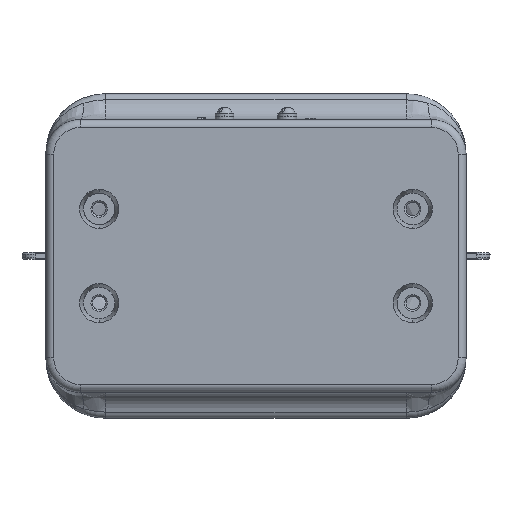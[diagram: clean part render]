
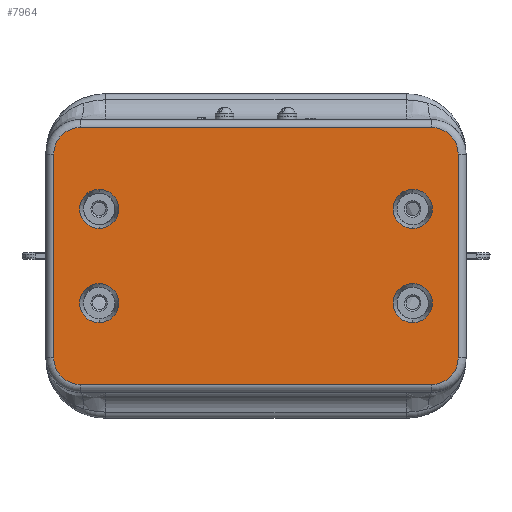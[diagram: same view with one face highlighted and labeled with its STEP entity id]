
A CAD part, front view. The second image highlights one B-rep face of the part: STEP entity #7964.
In plain terms, the highlighted planar face has unit normal (0, -1, 0).
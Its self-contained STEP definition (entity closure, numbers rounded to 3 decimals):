
#1409 = PLANE ( 'NONE',  #9416 ) ;
#1410 = CARTESIAN_POINT ( 'NONE',  ( 112., -93., 65. ) ) ;
#1414 = DIRECTION ( 'NONE',  ( 0., 1., 0. ) ) ;
#1415 = DIRECTION ( 'NONE',  ( 0., 0., 1. ) ) ;
#4007 = VERTEX_POINT ( 'NONE', #9912 ) ;
#4045 = FACE_BOUND ( 'NONE', #15843, .T. ) ;
#4047 = FACE_BOUND ( 'NONE', #15842, .T. ) ;
#4051 = FACE_BOUND ( 'NONE', #15841, .T. ) ;
#4066 = FACE_BOUND ( 'NONE', #15857, .T. ) ;
#4072 = FACE_OUTER_BOUND ( 'NONE', #15844, .T. ) ;
#5626 = VERTEX_POINT ( 'NONE', #9915 ) ;
#5627 = VERTEX_POINT ( 'NONE', #9916 ) ;
#5628 = VERTEX_POINT ( 'NONE', #9917 ) ;
#5629 = VERTEX_POINT ( 'NONE', #9918 ) ;
#5632 = VERTEX_POINT ( 'NONE', #9921 ) ;
#6438 = CARTESIAN_POINT ( 'NONE',  ( -129., -93., 65. ) ) ;
#6439 = CARTESIAN_POINT ( 'NONE',  ( -112., -93., 82. ) ) ;
#6832 = CIRCLE ( 'NONE', #9099, 17. ) ;
#6846 = VECTOR ( 'NONE', #10739, 1000. ) ;
#6848 = LINE ( 'NONE', #10732, #6846 ) ;
#6873 = VERTEX_POINT ( 'NONE', #9947 ) ;
#6874 = VERTEX_POINT ( 'NONE', #9948 ) ;
#6897 = VERTEX_POINT ( 'NONE', #9971 ) ;
#6898 = VERTEX_POINT ( 'NONE', #9972 ) ;
#6902 = VERTEX_POINT ( 'NONE', #9976 ) ;
#6903 = VERTEX_POINT ( 'NONE', #9977 ) ;
#6916 = VERTEX_POINT ( 'NONE', #9990 ) ;
#6917 = VERTEX_POINT ( 'NONE', #9991 ) ;
#6960 = EDGE_CURVE ( 'NONE', #4007, #16547, #16821, .T. ) ;
#6970 = EDGE_CURVE ( 'NONE', #6916, #6917, #17189, .T. ) ;
#6974 = EDGE_CURVE ( 'NONE', #6873, #6874, #17221, .T. ) ;
#6983 = EDGE_CURVE ( 'NONE', #16547, #16546, #8579, .T. ) ;
#6994 = EDGE_CURVE ( 'NONE', #16546, #5632, #8571, .T. ) ;
#7012 = EDGE_CURVE ( 'NONE', #6903, #6902, #8545, .T. ) ;
#7018 = EDGE_CURVE ( 'NONE', #6898, #6897, #8536, .T. ) ;
#7179 = EDGE_CURVE ( 'NONE', #5627, #4007, #8611, .T. ) ;
#7190 = EDGE_CURVE ( 'NONE', #5626, #5627, #8598, .T. ) ;
#7193 = EDGE_CURVE ( 'NONE', #5629, #5626, #8592, .T. ) ;
#7199 = EDGE_CURVE ( 'NONE', #5628, #5629, #6848, .T. ) ;
#7213 = EDGE_CURVE ( 'NONE', #5632, #5628, #6832, .T. ) ;
#7656 = EDGE_CURVE ( 'NONE', #6917, #6916, #8273, .T. ) ;
#7667 = EDGE_CURVE ( 'NONE', #6897, #6898, #8254, .T. ) ;
#7673 = EDGE_CURVE ( 'NONE', #6902, #6903, #8248, .T. ) ;
#7732 = EDGE_CURVE ( 'NONE', #6874, #6873, #16787, .T. ) ;
#7964 = ADVANCED_FACE ( 'NONE', ( #4066, #4051, #4047, #4045, #4072 ), #1409, .F. ) ;
#8248 = CIRCLE ( 'NONE', #9244, 12.5 ) ;
#8254 = CIRCLE ( 'NONE', #9237, 12.5 ) ;
#8273 = CIRCLE ( 'NONE', #9234, 12.5 ) ;
#8536 = CIRCLE ( 'NONE', #8999, 12.5 ) ;
#8545 = CIRCLE ( 'NONE', #8996, 12.5 ) ;
#8571 = LINE ( 'NONE', #10169, #8572 ) ;
#8572 = VECTOR ( 'NONE', #10170, 1000. ) ;
#8579 = CIRCLE ( 'NONE', #8970, 17. ) ;
#8592 = CIRCLE ( 'NONE', #9085, 17. ) ;
#8597 = VECTOR ( 'NONE', #10716, 1000. ) ;
#8598 = LINE ( 'NONE', #10715, #8597 ) ;
#8611 = CIRCLE ( 'NONE', #9078, 17. ) ;
#8967 = AXIS2_PLACEMENT_3D ( 'NONE', #10074, #10075, #10076 ) ;
#8968 = AXIS2_PLACEMENT_3D ( 'NONE', #10064, #10065, #10066 ) ;
#8970 = AXIS2_PLACEMENT_3D ( 'NONE', #10090, #10104, #10105 ) ;
#8996 = AXIS2_PLACEMENT_3D ( 'NONE', #10212, #10219, #10220 ) ;
#8999 = AXIS2_PLACEMENT_3D ( 'NONE', #10234, #10235, #10236 ) ;
#9078 = AXIS2_PLACEMENT_3D ( 'NONE', #10671, #10682, #10683 ) ;
#9085 = AXIS2_PLACEMENT_3D ( 'NONE', #10701, #10722, #10723 ) ;
#9099 = AXIS2_PLACEMENT_3D ( 'NONE', #10811, #10814, #10815 ) ;
#9234 = AXIS2_PLACEMENT_3D ( 'NONE', #12610, #12611, #12612 ) ;
#9237 = AXIS2_PLACEMENT_3D ( 'NONE', #12628, #12637, #12638 ) ;
#9244 = AXIS2_PLACEMENT_3D ( 'NONE', #12689, #12690, #12691 ) ;
#9262 = AXIS2_PLACEMENT_3D ( 'NONE', #12904, #12912, #12913 ) ;
#9416 = AXIS2_PLACEMENT_3D ( 'NONE', #1410, #1414, #1415 ) ;
#9912 = CARTESIAN_POINT ( 'NONE',  ( 112., -93., 82. ) ) ;
#9915 = CARTESIAN_POINT ( 'NONE',  ( 129., -93., -65. ) ) ;
#9916 = CARTESIAN_POINT ( 'NONE',  ( 129., -93., 65. ) ) ;
#9917 = CARTESIAN_POINT ( 'NONE',  ( -112., -93., -82. ) ) ;
#9918 = CARTESIAN_POINT ( 'NONE',  ( 112., -93., -82. ) ) ;
#9921 = CARTESIAN_POINT ( 'NONE',  ( -129., -93., -65. ) ) ;
#9947 = CARTESIAN_POINT ( 'NONE',  ( -100., -93., -42.5 ) ) ;
#9948 = CARTESIAN_POINT ( 'NONE',  ( -100., -93., -17.5 ) ) ;
#9971 = CARTESIAN_POINT ( 'NONE',  ( 100., -93., 42.5 ) ) ;
#9972 = CARTESIAN_POINT ( 'NONE',  ( 100., -93., 17.5 ) ) ;
#9976 = CARTESIAN_POINT ( 'NONE',  ( -100., -93., 42.5 ) ) ;
#9977 = CARTESIAN_POINT ( 'NONE',  ( -100., -93., 17.5 ) ) ;
#9990 = CARTESIAN_POINT ( 'NONE',  ( 100., -93., -42.5 ) ) ;
#9991 = CARTESIAN_POINT ( 'NONE',  ( 100., -93., -17.5 ) ) ;
#10039 = CARTESIAN_POINT ( 'NONE',  ( 112., -93., 82. ) ) ;
#10043 = DIRECTION ( 'NONE',  ( -1., 0., 0. ) ) ;
#10064 = CARTESIAN_POINT ( 'NONE',  ( 100., -93., -30. ) ) ;
#10065 = DIRECTION ( 'NONE',  ( 0., -1., 0. ) ) ;
#10066 = DIRECTION ( 'NONE',  ( 0., 0., -1. ) ) ;
#10074 = CARTESIAN_POINT ( 'NONE',  ( -100., -93., -30. ) ) ;
#10075 = DIRECTION ( 'NONE',  ( 0., -1., 0. ) ) ;
#10076 = DIRECTION ( 'NONE',  ( 0., 0., -1. ) ) ;
#10090 = CARTESIAN_POINT ( 'NONE',  ( -112., -93., 65. ) ) ;
#10104 = DIRECTION ( 'NONE',  ( 0., -1., 0. ) ) ;
#10105 = DIRECTION ( 'NONE',  ( 0., 0., 1. ) ) ;
#10169 = CARTESIAN_POINT ( 'NONE',  ( -129., -93., 65. ) ) ;
#10170 = DIRECTION ( 'NONE',  ( 0., 0., -1. ) ) ;
#10212 = CARTESIAN_POINT ( 'NONE',  ( -100., -93., 30. ) ) ;
#10219 = DIRECTION ( 'NONE',  ( 0., -1., 0. ) ) ;
#10220 = DIRECTION ( 'NONE',  ( 0., 0., -1. ) ) ;
#10234 = CARTESIAN_POINT ( 'NONE',  ( 100., -93., 30. ) ) ;
#10235 = DIRECTION ( 'NONE',  ( 0., -1., 0. ) ) ;
#10236 = DIRECTION ( 'NONE',  ( 0., 0., -1. ) ) ;
#10671 = CARTESIAN_POINT ( 'NONE',  ( 112., -93., 65. ) ) ;
#10682 = DIRECTION ( 'NONE',  ( 0., -1., 0. ) ) ;
#10683 = DIRECTION ( 'NONE',  ( 0., 0., 1. ) ) ;
#10701 = CARTESIAN_POINT ( 'NONE',  ( 112., -93., -65. ) ) ;
#10715 = CARTESIAN_POINT ( 'NONE',  ( 129., -93., 65. ) ) ;
#10716 = DIRECTION ( 'NONE',  ( 0., 0., 1. ) ) ;
#10722 = DIRECTION ( 'NONE',  ( 0., -1., 0. ) ) ;
#10723 = DIRECTION ( 'NONE',  ( 0., 0., 1. ) ) ;
#10732 = CARTESIAN_POINT ( 'NONE',  ( 112., -93., -82. ) ) ;
#10739 = DIRECTION ( 'NONE',  ( 1., 0., 0. ) ) ;
#10811 = CARTESIAN_POINT ( 'NONE',  ( -112., -93., -65. ) ) ;
#10814 = DIRECTION ( 'NONE',  ( 0., -1., 0. ) ) ;
#10815 = DIRECTION ( 'NONE',  ( 0., 0., 1. ) ) ;
#12610 = CARTESIAN_POINT ( 'NONE',  ( 100., -93., -30. ) ) ;
#12611 = DIRECTION ( 'NONE',  ( 0., -1., 0. ) ) ;
#12612 = DIRECTION ( 'NONE',  ( 0., 0., -1. ) ) ;
#12628 = CARTESIAN_POINT ( 'NONE',  ( 100., -93., 30. ) ) ;
#12637 = DIRECTION ( 'NONE',  ( 0., -1., 0. ) ) ;
#12638 = DIRECTION ( 'NONE',  ( 0., 0., -1. ) ) ;
#12689 = CARTESIAN_POINT ( 'NONE',  ( -100., -93., 30. ) ) ;
#12690 = DIRECTION ( 'NONE',  ( 0., -1., 0. ) ) ;
#12691 = DIRECTION ( 'NONE',  ( 0., 0., -1. ) ) ;
#12904 = CARTESIAN_POINT ( 'NONE',  ( -100., -93., -30. ) ) ;
#12912 = DIRECTION ( 'NONE',  ( 0., -1., 0. ) ) ;
#12913 = DIRECTION ( 'NONE',  ( 0., 0., -1. ) ) ;
#15841 = EDGE_LOOP ( 'NONE', ( #17118, #17126 ) ) ;
#15842 = EDGE_LOOP ( 'NONE', ( #17137, #17110 ) ) ;
#15843 = EDGE_LOOP ( 'NONE', ( #17123, #17095 ) ) ;
#15844 = EDGE_LOOP ( 'NONE', ( #17138, #17543, #17545, #17547, #17549, #17551, #17553, #17024 ) ) ;
#15857 = EDGE_LOOP ( 'NONE', ( #17124, #17120 ) ) ;
#16546 = VERTEX_POINT ( 'NONE', #6438 ) ;
#16547 = VERTEX_POINT ( 'NONE', #6439 ) ;
#16787 = CIRCLE ( 'NONE', #9262, 12.5 ) ;
#16821 = LINE ( 'NONE', #10039, #17150 ) ;
#17024 = ORIENTED_EDGE ( 'NONE', *, *, #6983, .T. ) ;
#17095 = ORIENTED_EDGE ( 'NONE', *, *, #7673, .F. ) ;
#17110 = ORIENTED_EDGE ( 'NONE', *, *, #7732, .F. ) ;
#17118 = ORIENTED_EDGE ( 'NONE', *, *, #7018, .F. ) ;
#17120 = ORIENTED_EDGE ( 'NONE', *, *, #7656, .F. ) ;
#17123 = ORIENTED_EDGE ( 'NONE', *, *, #7012, .F. ) ;
#17124 = ORIENTED_EDGE ( 'NONE', *, *, #6970, .F. ) ;
#17126 = ORIENTED_EDGE ( 'NONE', *, *, #7667, .F. ) ;
#17137 = ORIENTED_EDGE ( 'NONE', *, *, #6974, .F. ) ;
#17138 = ORIENTED_EDGE ( 'NONE', *, *, #6994, .T. ) ;
#17150 = VECTOR ( 'NONE', #10043, 1000. ) ;
#17189 = CIRCLE ( 'NONE', #8968, 12.5 ) ;
#17221 = CIRCLE ( 'NONE', #8967, 12.5 ) ;
#17543 = ORIENTED_EDGE ( 'NONE', *, *, #7213, .T. ) ;
#17545 = ORIENTED_EDGE ( 'NONE', *, *, #7199, .T. ) ;
#17547 = ORIENTED_EDGE ( 'NONE', *, *, #7193, .T. ) ;
#17549 = ORIENTED_EDGE ( 'NONE', *, *, #7190, .T. ) ;
#17551 = ORIENTED_EDGE ( 'NONE', *, *, #7179, .T. ) ;
#17553 = ORIENTED_EDGE ( 'NONE', *, *, #6960, .T. ) ;
